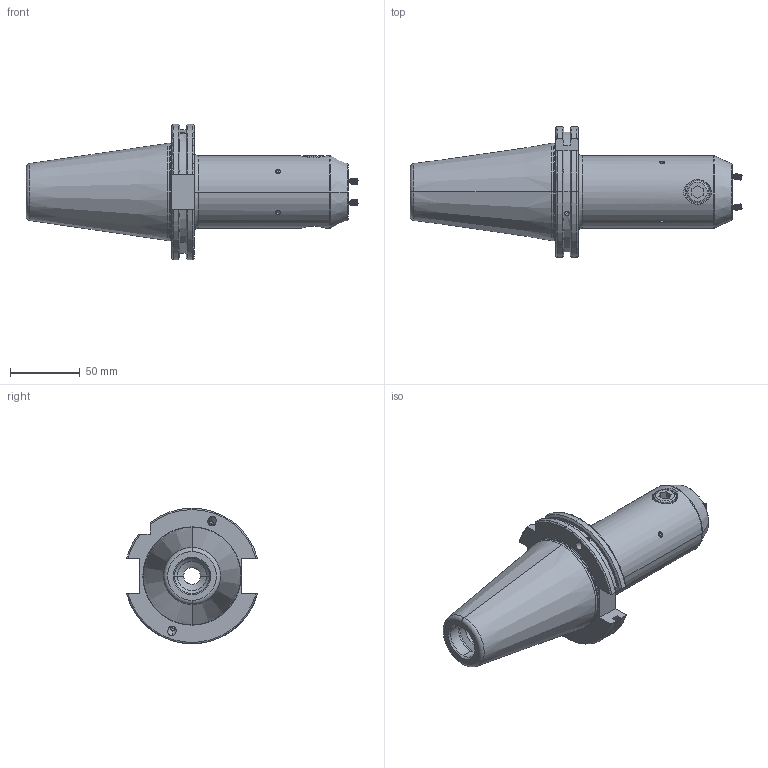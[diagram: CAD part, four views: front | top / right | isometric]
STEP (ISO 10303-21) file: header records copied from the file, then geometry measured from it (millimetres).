
FILE_DESCRIPTION (( 'STEP AP203' ), '1' );
FILE_NAME ('FWS509H-EKH20130.STEP', '2024-01-06T05:09:18', ( '' ), ( '' ), 'SwSTEP 2.0', 'SolidWorks 2023', '' );
FILE_SCHEMA (( 'CONFIG_CONTROL_DESIGN' ));
Length unit declared in the file: millimetre
Products named in the file (6): FWS509H-EKH20130; GS-M4X4_DIN 913 - M4 x 4-N; GS-M16X16-DIN1835-B_ISO 4026 - M16 x 10-N; SK50EK20130FWW; GS-M4X4-COATING_DIN 913 - M4 x 4-N
Assembly tree (13 placements, depth 3):
  FWS509H-EKH20130
    SK50EK20130FWW
      SK50EK20130FWW
      GS-M16X16-DIN1835-B_ISO 4026 - M16 x 10-N
      GS-M4X4-COATING_DIN 913 - M4 x 4-N  x6
      GS-M4X4_DIN 913 - M4 x 4-N  x4
Bounding box: 238.7 x 94.05 x 97.5 mm (x, y, z)
Volume: 533810.5 mm3; surface area: 71665.5 mm2
Topology: 12 solids, 12 shells, 649 faces, 1653 edges, 1041 vertices
Faces by surface type: cone 321, cylinder 179, plane 125, torus 22, sphere 2
Entity records: 10256 total; most frequent: CARTESIAN_POINT 2808, DIRECTION 1431, ORIENTED_EDGE 1386, EDGE_CURVE 693, AXIS2_PLACEMENT_3D 575, VERTEX_POINT 433, EDGE_LOOP 306, CIRCLE 285
